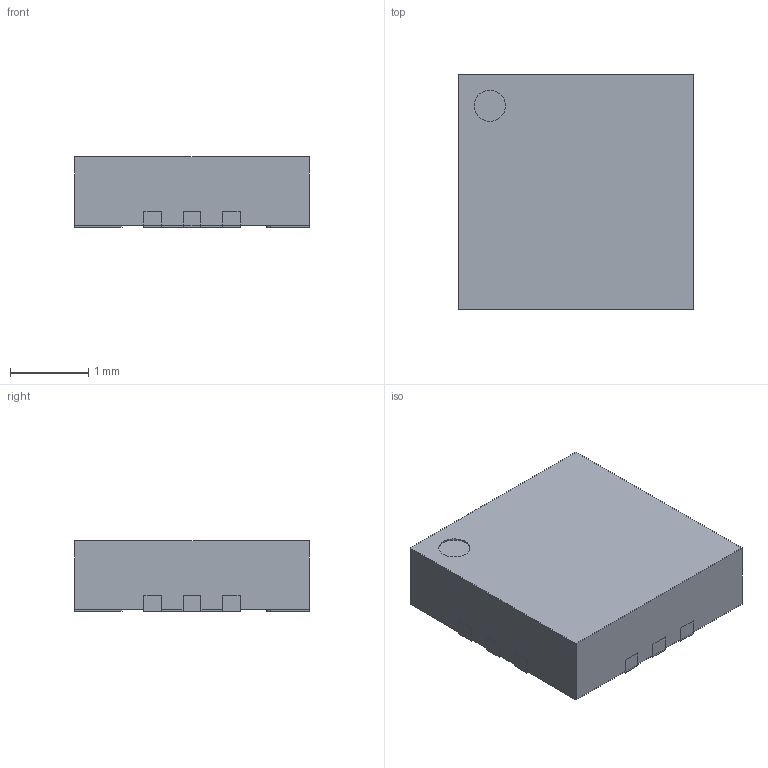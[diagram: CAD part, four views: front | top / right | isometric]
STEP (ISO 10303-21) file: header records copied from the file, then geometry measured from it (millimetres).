
FILE_DESCRIPTION (( 'STEP AP214' ), '1' );
FILE_NAME ('User Library-QFN12_05.STEP', '2021-11-30T13:26:08', ( '' ), ( '' ), 'SwSTEP 2.0', 'SolidWorks 2021', '' );
FILE_SCHEMA (( 'AUTOMOTIVE_DESIGN' ));
Length unit declared in the file: millimetre
Products named in the file (1): User Library-QFN12_05
Bounding box: 3.01 x 3.01 x 0.9 mm (x, y, z)
Volume: 8.2 mm3; surface area: 33.8 mm2
Topology: 10 solids, 10 shells, 119 faces, 288 edges, 192 vertices
Faces by surface type: plane 89, cylinder 30
Entity records: 3676 total; most frequent: CARTESIAN_POINT 600, DIRECTION 588, ORIENTED_EDGE 576, EDGE_CURVE 288, LINE 228, VECTOR 228, VERTEX_POINT 192, AXIS2_PLACEMENT_3D 180
